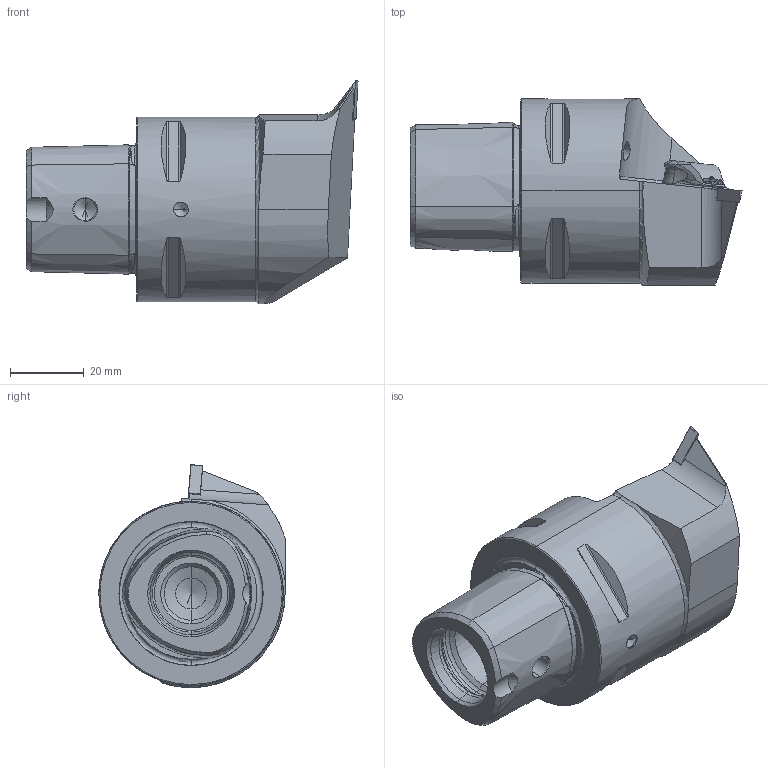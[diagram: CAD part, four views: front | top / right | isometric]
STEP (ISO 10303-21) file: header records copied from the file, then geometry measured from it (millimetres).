
FILE_DESCRIPTION (( 'STEP AP203' ), '1' );
FILE_NAME ('PS5.KVA.LUA.060-HP.STEP', '2024-08-22T13:26:15', ( '' ), ( '' ), 'SwSTEP 2.0', 'SolidWorks 2022', '' );
FILE_SCHEMA (( 'CONFIG_CONTROL_DESIGN' ));
Length unit declared in the file: millimetre
Products named in the file (11): CHP-PCX.000.022_Düse; PS5.KVA.LUA.060-HP; DIN 3771 - 6.5x1.5; VCGT110304; CHP-PCX.000.022_B; WCA-ER2.001.006_A; DIN 7991 - M5x18; CHP-ER1.008.014_A; ISO 8752 2x8; PS5-KVA.LUA.060-HP_A; DIN 3771 - 13x1
Assembly tree (10 placements, depth 3):
  PS5.KVA.LUA.060-HP
    PS5-KVA.LUA.060-HP_A
    CHP-PCX.000.022_Düse
      CHP-PCX.000.022_B
      DIN 3771 - 13x1
      DIN 3771 - 6.5x1.5
      DIN 7991 - M5x18
    ISO 8752 2x8
    CHP-ER1.008.014_A
    VCGT110304
    WCA-ER2.001.006_A
Bounding box: 89.99 x 50.5 x 60.48 mm (x, y, z)
Volume: 102827.6 mm3; surface area: 22950.3 mm2
Topology: 9 solids, 9 shells, 487 faces, 1194 edges, 717 vertices
Faces by surface type: cylinder 136, cone 125, plane 105, torus 69, bspline 50, sphere 2
Entity records: 19000 total; most frequent: CARTESIAN_POINT 7064, ORIENTED_EDGE 2344, DIRECTION 2163, EDGE_CURVE 1172, AXIS2_PLACEMENT_3D 884, VERTEX_POINT 717, EDGE_LOOP 519, FACE_OUTER_BOUND 487
